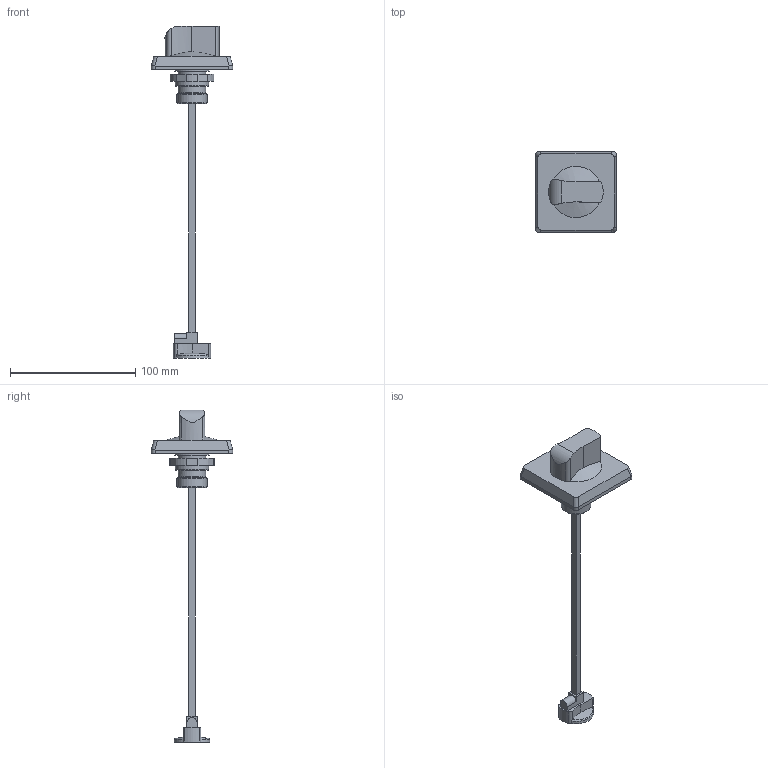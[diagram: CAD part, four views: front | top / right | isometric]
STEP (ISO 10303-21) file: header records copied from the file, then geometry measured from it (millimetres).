
FILE_DESCRIPTION(/* description */ (''),/* implementation_level */ '2;1');
FILE_NAME(/* name */ '3d_SM1X18B200R.stp',/* time_stamp */ '2017-06-30T10:56:43+02:00',/* author */ ('Andrzej'),/* organization */ (''),/* preprocessor_version */ 'ST-DEVELOPER v15.5',/* originating_system */ 'AutoCAD Mechanical',/* authorisation */ '');
FILE_SCHEMA (('AUTOMOTIVE_DESIGN { 1 0 10303 214 3 1 1 }'));
Length unit declared in the file: millimetre
Products named in the file (1): Product
Bounding box: 65 x 65 x 265.5 mm (x, y, z)
Volume: 87854.7 mm3; surface area: 23409.4 mm2
Topology: 1 solids, 1 shells, 89 faces, 257 edges, 181 vertices
Faces by surface type: plane 40, cylinder 38, cone 6, torus 5
Full cylindrical faces by diameter (mm): 16 x1, 22 x2, 24 x1, 26.7 x1, 27.5 x1
Entity records: 3137 total; most frequent: CARTESIAN_POINT 734, DIRECTION 511, ORIENTED_EDGE 492, EDGE_CURVE 246, AXIS2_PLACEMENT_3D 201, VERTEX_POINT 179, EDGE_LOOP 109, LINE 109
